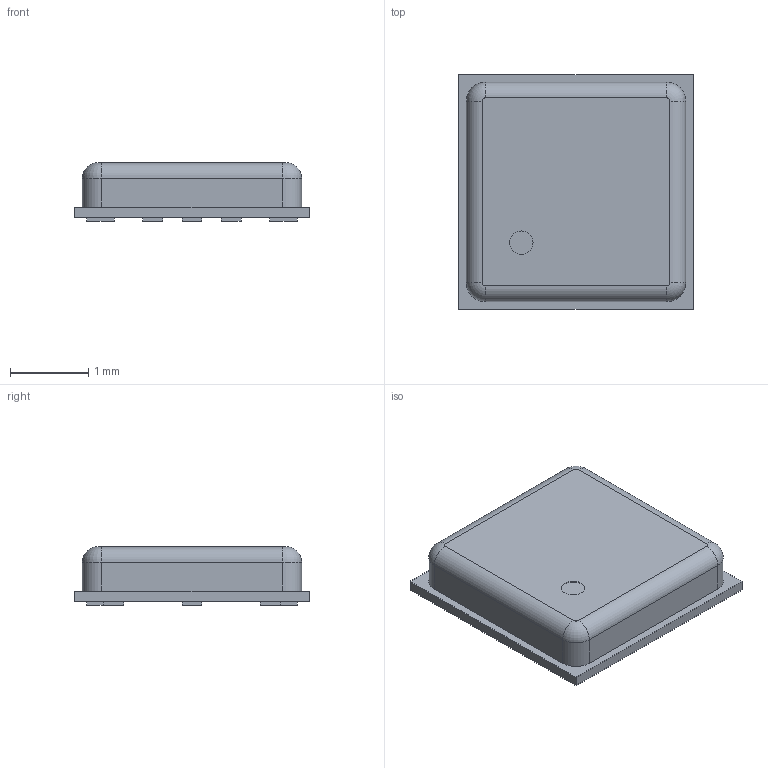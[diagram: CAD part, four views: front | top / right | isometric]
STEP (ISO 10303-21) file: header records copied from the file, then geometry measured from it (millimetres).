
FILE_DESCRIPTION (( 'STEP AP214' ), '1' );
FILE_NAME ('ZMOD4410AI1R.STEP', '2023-12-04T18:53:29', ( 'USER' ), ( '' ), 'SwSTEP 2.0', 'SolidWorks 2016', '' );
FILE_SCHEMA (( 'AUTOMOTIVE_DESIGN' ));
Length unit declared in the file: millimetre
Products named in the file (1): ZMOD4410AI1R
Bounding box: 3 x 3 x 0.75 mm (x, y, z)
Volume: 5.6 mm3; surface area: 27.7 mm2
Topology: 13 solids, 13 shells, 99 faces, 205 edges, 134 vertices
Faces by surface type: plane 85, cylinder 10, torus 4
Entity records: 2732 total; most frequent: CARTESIAN_POINT 439, DIRECTION 429, ORIENTED_EDGE 410, EDGE_CURVE 205, VECTOR 181, LINE 181, VERTEX_POINT 134, AXIS2_PLACEMENT_3D 124
